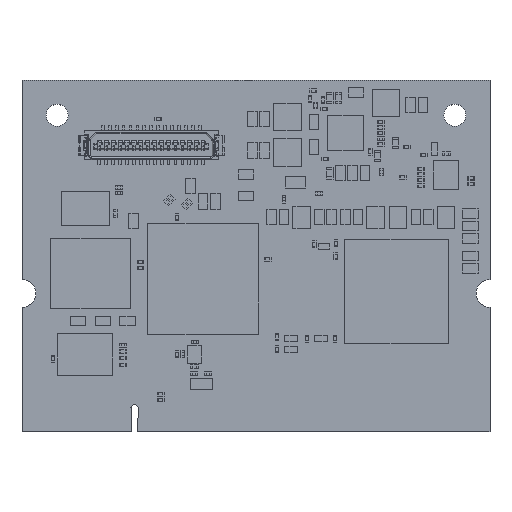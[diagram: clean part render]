
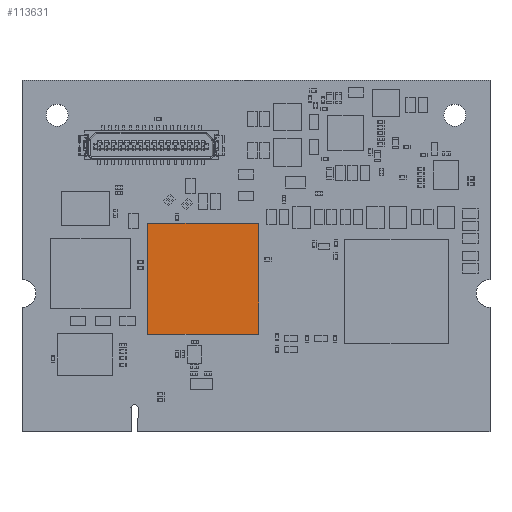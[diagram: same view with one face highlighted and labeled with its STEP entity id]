
A CAD part, top view. The second image highlights one B-rep face of the part: STEP entity #113631.
In plain terms, the highlighted planar face has unit normal (0, 0, 1).
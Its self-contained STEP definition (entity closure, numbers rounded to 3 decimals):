
#113317 = VERTEX_POINT('',#113318);
#113318 = CARTESIAN_POINT('',(-8.,-8.,1.05));
#113325 = PLANE('',#113326);
#113326 = AXIS2_PLACEMENT_3D('',#113327,#113328,#113329);
#113327 = CARTESIAN_POINT('',(-8.,-8.,0.));
#113328 = DIRECTION('',(-1.,0.,0.));
#113329 = DIRECTION('',(0.,1.,0.));
#113337 = PLANE('',#113338);
#113338 = AXIS2_PLACEMENT_3D('',#113339,#113340,#113341);
#113339 = CARTESIAN_POINT('',(8.,-8.,0.));
#113340 = DIRECTION('',(0.,-1.,0.));
#113341 = DIRECTION('',(-1.,0.,0.));
#113349 = EDGE_CURVE('',#113317,#113350,#113352,.T.);
#113350 = VERTEX_POINT('',#113351);
#113351 = CARTESIAN_POINT('',(-8.,8.,1.05));
#113352 = SURFACE_CURVE('',#113353,(#113357,#113364),.PCURVE_S1.);
#113353 = LINE('',#113354,#113355);
#113354 = CARTESIAN_POINT('',(-8.,-8.,1.05));
#113355 = VECTOR('',#113356,1.);
#113356 = DIRECTION('',(0.,1.,0.));
#113357 = PCURVE('',#113325,#113358);
#113358 = DEFINITIONAL_REPRESENTATION('',(#113359),#113363);
#113359 = LINE('',#113360,#113361);
#113360 = CARTESIAN_POINT('',(0.,-1.05));
#113361 = VECTOR('',#113362,1.);
#113362 = DIRECTION('',(1.,0.));
#113363 = ( GEOMETRIC_REPRESENTATION_CONTEXT(2) 
PARAMETRIC_REPRESENTATION_CONTEXT() REPRESENTATION_CONTEXT('2D SPACE',''
  ) );
#113364 = PCURVE('',#113365,#113370);
#113365 = PLANE('',#113366);
#113366 = AXIS2_PLACEMENT_3D('',#113367,#113368,#113369);
#113367 = CARTESIAN_POINT('',(-8.,-8.,1.05));
#113368 = DIRECTION('',(0.,0.,1.));
#113369 = DIRECTION('',(1.,0.,0.));
#113370 = DEFINITIONAL_REPRESENTATION('',(#113371),#113375);
#113371 = LINE('',#113372,#113373);
#113372 = CARTESIAN_POINT('',(0.,0.));
#113373 = VECTOR('',#113374,1.);
#113374 = DIRECTION('',(0.,1.));
#113375 = ( GEOMETRIC_REPRESENTATION_CONTEXT(2) 
PARAMETRIC_REPRESENTATION_CONTEXT() REPRESENTATION_CONTEXT('2D SPACE',''
  ) );
#113393 = PLANE('',#113394);
#113394 = AXIS2_PLACEMENT_3D('',#113395,#113396,#113397);
#113395 = CARTESIAN_POINT('',(-8.,8.,0.));
#113396 = DIRECTION('',(0.,1.,0.));
#113397 = DIRECTION('',(1.,0.,0.));
#113435 = EDGE_CURVE('',#113350,#113436,#113438,.T.);
#113436 = VERTEX_POINT('',#113437);
#113437 = CARTESIAN_POINT('',(8.,8.,1.05));
#113438 = SURFACE_CURVE('',#113439,(#113443,#113450),.PCURVE_S1.);
#113439 = LINE('',#113440,#113441);
#113440 = CARTESIAN_POINT('',(-8.,8.,1.05));
#113441 = VECTOR('',#113442,1.);
#113442 = DIRECTION('',(1.,0.,0.));
#113443 = PCURVE('',#113393,#113444);
#113444 = DEFINITIONAL_REPRESENTATION('',(#113445),#113449);
#113445 = LINE('',#113446,#113447);
#113446 = CARTESIAN_POINT('',(0.,-1.05));
#113447 = VECTOR('',#113448,1.);
#113448 = DIRECTION('',(1.,0.));
#113449 = ( GEOMETRIC_REPRESENTATION_CONTEXT(2) 
PARAMETRIC_REPRESENTATION_CONTEXT() REPRESENTATION_CONTEXT('2D SPACE',''
  ) );
#113450 = PCURVE('',#113365,#113451);
#113451 = DEFINITIONAL_REPRESENTATION('',(#113452),#113456);
#113452 = LINE('',#113453,#113454);
#113453 = CARTESIAN_POINT('',(0.,16.));
#113454 = VECTOR('',#113455,1.);
#113455 = DIRECTION('',(1.,0.));
#113456 = ( GEOMETRIC_REPRESENTATION_CONTEXT(2) 
PARAMETRIC_REPRESENTATION_CONTEXT() REPRESENTATION_CONTEXT('2D SPACE',''
  ) );
#113474 = PLANE('',#113475);
#113475 = AXIS2_PLACEMENT_3D('',#113476,#113477,#113478);
#113476 = CARTESIAN_POINT('',(8.,8.,0.));
#113477 = DIRECTION('',(1.,0.,0.));
#113478 = DIRECTION('',(0.,-1.,0.));
#113511 = EDGE_CURVE('',#113436,#113512,#113514,.T.);
#113512 = VERTEX_POINT('',#113513);
#113513 = CARTESIAN_POINT('',(8.,-8.,1.05));
#113514 = SURFACE_CURVE('',#113515,(#113519,#113526),.PCURVE_S1.);
#113515 = LINE('',#113516,#113517);
#113516 = CARTESIAN_POINT('',(8.,8.,1.05));
#113517 = VECTOR('',#113518,1.);
#113518 = DIRECTION('',(0.,-1.,0.));
#113519 = PCURVE('',#113474,#113520);
#113520 = DEFINITIONAL_REPRESENTATION('',(#113521),#113525);
#113521 = LINE('',#113522,#113523);
#113522 = CARTESIAN_POINT('',(0.,-1.05));
#113523 = VECTOR('',#113524,1.);
#113524 = DIRECTION('',(1.,0.));
#113525 = ( GEOMETRIC_REPRESENTATION_CONTEXT(2) 
PARAMETRIC_REPRESENTATION_CONTEXT() REPRESENTATION_CONTEXT('2D SPACE',''
  ) );
#113526 = PCURVE('',#113365,#113527);
#113527 = DEFINITIONAL_REPRESENTATION('',(#113528),#113532);
#113528 = LINE('',#113529,#113530);
#113529 = CARTESIAN_POINT('',(16.,16.));
#113530 = VECTOR('',#113531,1.);
#113531 = DIRECTION('',(0.,-1.));
#113532 = ( GEOMETRIC_REPRESENTATION_CONTEXT(2) 
PARAMETRIC_REPRESENTATION_CONTEXT() REPRESENTATION_CONTEXT('2D SPACE',''
  ) );
#113582 = EDGE_CURVE('',#113512,#113317,#113583,.T.);
#113583 = SURFACE_CURVE('',#113584,(#113588,#113595),.PCURVE_S1.);
#113584 = LINE('',#113585,#113586);
#113585 = CARTESIAN_POINT('',(8.,-8.,1.05));
#113586 = VECTOR('',#113587,1.);
#113587 = DIRECTION('',(-1.,0.,0.));
#113588 = PCURVE('',#113337,#113589);
#113589 = DEFINITIONAL_REPRESENTATION('',(#113590),#113594);
#113590 = LINE('',#113591,#113592);
#113591 = CARTESIAN_POINT('',(0.,-1.05));
#113592 = VECTOR('',#113593,1.);
#113593 = DIRECTION('',(1.,0.));
#113594 = ( GEOMETRIC_REPRESENTATION_CONTEXT(2) 
PARAMETRIC_REPRESENTATION_CONTEXT() REPRESENTATION_CONTEXT('2D SPACE',''
  ) );
#113595 = PCURVE('',#113365,#113596);
#113596 = DEFINITIONAL_REPRESENTATION('',(#113597),#113601);
#113597 = LINE('',#113598,#113599);
#113598 = CARTESIAN_POINT('',(16.,0.));
#113599 = VECTOR('',#113600,1.);
#113600 = DIRECTION('',(-1.,0.));
#113601 = ( GEOMETRIC_REPRESENTATION_CONTEXT(2) 
PARAMETRIC_REPRESENTATION_CONTEXT() REPRESENTATION_CONTEXT('2D SPACE',''
  ) );
#113631 = ADVANCED_FACE('',(#113632),#113365,.T.);
#113632 = FACE_BOUND('',#113633,.F.);
#113633 = EDGE_LOOP('',(#113634,#113635,#113636,#113637));
#113634 = ORIENTED_EDGE('',*,*,#113349,.T.);
#113635 = ORIENTED_EDGE('',*,*,#113435,.T.);
#113636 = ORIENTED_EDGE('',*,*,#113511,.T.);
#113637 = ORIENTED_EDGE('',*,*,#113582,.T.);
